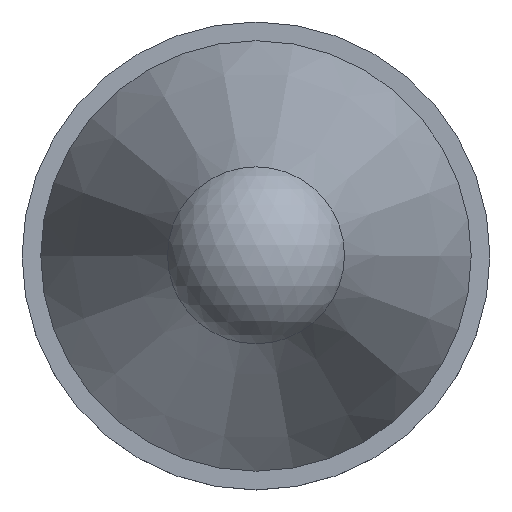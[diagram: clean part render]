
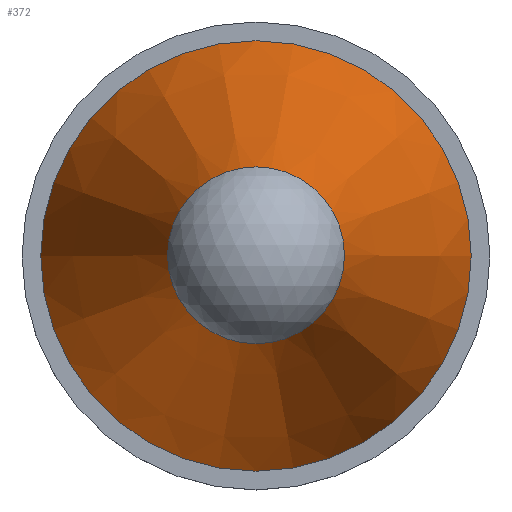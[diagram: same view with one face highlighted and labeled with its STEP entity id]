
A CAD part, top view. The second image highlights one B-rep face of the part: STEP entity #372.
In plain terms, the highlighted conical face has half-angle 19.037 degrees and reference radius 8.113 mm.
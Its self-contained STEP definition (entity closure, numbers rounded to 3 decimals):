
#345=CARTESIAN_POINT('',(0.,9.8,11.815));
#346=DIRECTION('',(0.0,0.0,-1.0));
#347=DIRECTION('',(-1.0,0.0,0.0));
#348=AXIS2_PLACEMENT_3D('',#345,#346,#347);
#349=CONICAL_SURFACE('',#348,8.113,19.037);
#350=CARTESIAN_POINT('',(-4.727,9.8,21.631));
#351=VERTEX_POINT('',#350);
#352=CARTESIAN_POINT('',(0.,9.8,21.631));
#353=DIRECTION('',(0.0,0.0,1.0));
#354=DIRECTION('',(-1.0,0.0,0.0));
#355=AXIS2_PLACEMENT_3D('',#352,#353,#354);
#356=CIRCLE('',#355,4.727);
#357=EDGE_CURVE('',#351,#351,#356,.T.);
#358=ORIENTED_EDGE('',*,*,#357,.F.);
#359=EDGE_LOOP('',(#358));
#360=FACE_OUTER_BOUND('',#359,.T.);
#361=CARTESIAN_POINT('',(-11.5,9.8,2.));
#362=VERTEX_POINT('',#361);
#363=CARTESIAN_POINT('',(0.,9.8,2.));
#364=DIRECTION('',(0.0,0.0,1.0));
#365=DIRECTION('',(-1.0,0.0,0.0));
#366=AXIS2_PLACEMENT_3D('',#363,#364,#365);
#367=CIRCLE('',#366,11.5);
#368=EDGE_CURVE('',#362,#362,#367,.T.);
#369=ORIENTED_EDGE('',*,*,#368,.T.);
#370=EDGE_LOOP('',(#369));
#371=FACE_BOUND('',#370,.T.);
#372=ADVANCED_FACE('',(#360,#371),#349,.T.);
